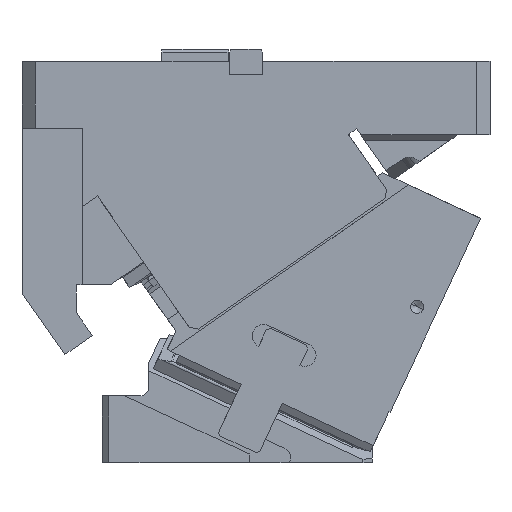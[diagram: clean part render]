
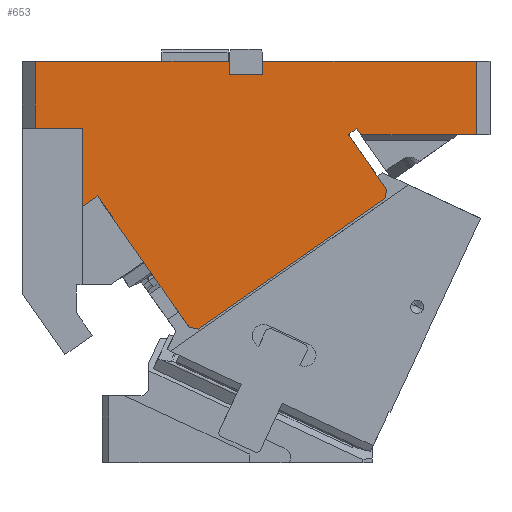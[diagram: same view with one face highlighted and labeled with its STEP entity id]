
A CAD part, front view. The second image highlights one B-rep face of the part: STEP entity #653.
In plain terms, the highlighted planar face has unit normal (0, -1, 0).
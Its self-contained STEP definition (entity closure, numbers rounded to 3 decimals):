
#132=CARTESIAN_POINT('Vertex',(-310.,-75.,300.)) ;
#135=CARTESIAN_POINT('Line Origine',(-237.5,-75.,300.)) ;
#139=CARTESIAN_POINT('Vertex',(-165.,-75.,300.)) ;
#487=CARTESIAN_POINT('Vertex',(-310.,-75.,250.)) ;
#490=CARTESIAN_POINT('Line Origine',(-310.,-75.,275.)) ;
#502=CARTESIAN_POINT('Axis2P3D Location',(30.,-75.,250.)) ;
#507=CARTESIAN_POINT('Line Origine',(-47.967,-75.,200.891)) ;
#511=CARTESIAN_POINT('Vertex',(-48.581,-75.,197.409)) ;
#513=CARTESIAN_POINT('Vertex',(-47.353,-75.,204.373)) ;
#516=CARTESIAN_POINT('Line Origine',(-61.7,-75.,224.863)) ;
#520=CARTESIAN_POINT('Vertex',(-76.047,-75.,245.352)) ;
#523=CARTESIAN_POINT('Line Origine',(-75.842,-75.,245.496)) ;
#527=CARTESIAN_POINT('Vertex',(-75.638,-75.,245.639)) ;
#530=CARTESIAN_POINT('Line Origine',(-75.63,-75.,245.628)) ;
#534=CARTESIAN_POINT('Vertex',(-75.622,-75.,245.617)) ;
#537=CARTESIAN_POINT('Line Origine',(-72.755,-75.,247.625)) ;
#541=CARTESIAN_POINT('Vertex',(-69.888,-75.,249.632)) ;
#544=CARTESIAN_POINT('Line Origine',(-68.266,-75.,247.316)) ;
#548=CARTESIAN_POINT('Vertex',(-66.645,-75.,245.)) ;
#551=CARTESIAN_POINT('Line Origine',(-23.322,-75.,245.)) ;
#555=CARTESIAN_POINT('Vertex',(20.,-75.,245.)) ;
#558=CARTESIAN_POINT('Line Origine',(20.,-75.,272.5)) ;
#562=CARTESIAN_POINT('Vertex',(20.,-75.,300.)) ;
#565=CARTESIAN_POINT('Line Origine',(-60.,-75.,300.)) ;
#569=CARTESIAN_POINT('Vertex',(-140.,-75.,300.)) ;
#572=CARTESIAN_POINT('Line Origine',(-140.,-75.,295.)) ;
#576=CARTESIAN_POINT('Vertex',(-140.,-75.,290.)) ;
#579=CARTESIAN_POINT('Line Origine',(-152.5,-75.,290.)) ;
#583=CARTESIAN_POINT('Vertex',(-165.,-75.,290.)) ;
#586=CARTESIAN_POINT('Line Origine',(-165.,-75.,295.)) ;
#591=CARTESIAN_POINT('Line Origine',(-292.5,-75.,250.)) ;
#595=CARTESIAN_POINT('Vertex',(-275.,-75.,250.)) ;
#598=CARTESIAN_POINT('Line Origine',(-275.,-75.,220.733)) ;
#602=CARTESIAN_POINT('Vertex',(-275.,-75.,191.466)) ;
#605=CARTESIAN_POINT('Line Origine',(-269.315,-75.,195.446)) ;
#609=CARTESIAN_POINT('Vertex',(-263.629,-75.,199.427)) ;
#612=CARTESIAN_POINT('Line Origine',(-229.215,-75.,150.278)) ;
#616=CARTESIAN_POINT('Vertex',(-194.8,-75.,101.129)) ;
#619=CARTESIAN_POINT('Line Origine',(-191.318,-75.,100.515)) ;
#623=CARTESIAN_POINT('Vertex',(-187.837,-75.,99.901)) ;
#626=CARTESIAN_POINT('Line Origine',(-118.209,-75.,148.655)) ;
#136=DIRECTION('Vector Direction',(-1.,0.,0.)) ;
#491=DIRECTION('Vector Direction',(0.,0.,-1.)) ;
#503=DIRECTION('Axis2P3D Direction',(0.,1.,0.)) ;
#504=DIRECTION('Axis2P3D XDirection',(-1.,0.,0.)) ;
#508=DIRECTION('Vector Direction',(0.174,0.,0.985)) ;
#517=DIRECTION('Vector Direction',(-0.574,0.,0.819)) ;
#524=DIRECTION('Vector Direction',(0.819,0.,0.574)) ;
#531=DIRECTION('Vector Direction',(-0.574,0.,0.819)) ;
#538=DIRECTION('Vector Direction',(0.819,0.,0.574)) ;
#545=DIRECTION('Vector Direction',(0.574,0.,-0.819)) ;
#552=DIRECTION('Vector Direction',(1.,0.,0.)) ;
#559=DIRECTION('Vector Direction',(0.,0.,1.)) ;
#566=DIRECTION('Vector Direction',(-1.,0.,0.)) ;
#573=DIRECTION('Vector Direction',(0.,0.,1.)) ;
#580=DIRECTION('Vector Direction',(1.,0.,0.)) ;
#587=DIRECTION('Vector Direction',(0.,0.,1.)) ;
#592=DIRECTION('Vector Direction',(-1.,0.,0.)) ;
#599=DIRECTION('Vector Direction',(0.,0.,1.)) ;
#606=DIRECTION('Vector Direction',(0.819,0.,0.574)) ;
#613=DIRECTION('Vector Direction',(-0.574,0.,0.819)) ;
#620=DIRECTION('Vector Direction',(-0.985,0.,0.174)) ;
#627=DIRECTION('Vector Direction',(0.819,0.,0.574)) ;
#505=AXIS2_PLACEMENT_3D('Plane Axis2P3D',#502,#503,#504) ;
#632=ORIENTED_EDGE('',*,*,#515,.T.) ;
#633=ORIENTED_EDGE('',*,*,#522,.F.) ;
#634=ORIENTED_EDGE('',*,*,#529,.T.) ;
#635=ORIENTED_EDGE('',*,*,#536,.F.) ;
#636=ORIENTED_EDGE('',*,*,#543,.T.) ;
#637=ORIENTED_EDGE('',*,*,#550,.T.) ;
#638=ORIENTED_EDGE('',*,*,#557,.T.) ;
#639=ORIENTED_EDGE('',*,*,#564,.T.) ;
#640=ORIENTED_EDGE('',*,*,#571,.T.) ;
#641=ORIENTED_EDGE('',*,*,#578,.F.) ;
#642=ORIENTED_EDGE('',*,*,#585,.F.) ;
#643=ORIENTED_EDGE('',*,*,#590,.T.) ;
#644=ORIENTED_EDGE('',*,*,#141,.T.) ;
#645=ORIENTED_EDGE('',*,*,#494,.T.) ;
#646=ORIENTED_EDGE('',*,*,#597,.F.) ;
#647=ORIENTED_EDGE('',*,*,#604,.F.) ;
#648=ORIENTED_EDGE('',*,*,#611,.T.) ;
#649=ORIENTED_EDGE('',*,*,#618,.F.) ;
#650=ORIENTED_EDGE('',*,*,#625,.F.) ;
#651=ORIENTED_EDGE('',*,*,#630,.T.) ;
#137=VECTOR('Line Direction',#136,1.) ;
#492=VECTOR('Line Direction',#491,1.) ;
#509=VECTOR('Line Direction',#508,1.) ;
#518=VECTOR('Line Direction',#517,1.) ;
#525=VECTOR('Line Direction',#524,1.) ;
#532=VECTOR('Line Direction',#531,1.) ;
#539=VECTOR('Line Direction',#538,1.) ;
#546=VECTOR('Line Direction',#545,1.) ;
#553=VECTOR('Line Direction',#552,1.) ;
#560=VECTOR('Line Direction',#559,1.) ;
#567=VECTOR('Line Direction',#566,1.) ;
#574=VECTOR('Line Direction',#573,1.) ;
#581=VECTOR('Line Direction',#580,1.) ;
#588=VECTOR('Line Direction',#587,1.) ;
#593=VECTOR('Line Direction',#592,1.) ;
#600=VECTOR('Line Direction',#599,1.) ;
#607=VECTOR('Line Direction',#606,1.) ;
#614=VECTOR('Line Direction',#613,1.) ;
#621=VECTOR('Line Direction',#620,1.) ;
#628=VECTOR('Line Direction',#627,1.) ;
#653=ADVANCED_FACE('CAM HOLDER',(#652),#506,.F.) ;
#141=EDGE_CURVE('',#140,#133,#138,.T.) ;
#494=EDGE_CURVE('',#133,#488,#493,.T.) ;
#515=EDGE_CURVE('',#512,#514,#510,.T.) ;
#522=EDGE_CURVE('',#521,#514,#519,.F.) ;
#529=EDGE_CURVE('',#521,#528,#526,.T.) ;
#536=EDGE_CURVE('',#535,#528,#533,.T.) ;
#543=EDGE_CURVE('',#535,#542,#540,.T.) ;
#550=EDGE_CURVE('',#542,#549,#547,.T.) ;
#557=EDGE_CURVE('',#549,#556,#554,.T.) ;
#564=EDGE_CURVE('',#556,#563,#561,.T.) ;
#571=EDGE_CURVE('',#563,#570,#568,.T.) ;
#578=EDGE_CURVE('',#577,#570,#575,.T.) ;
#585=EDGE_CURVE('',#584,#577,#582,.T.) ;
#590=EDGE_CURVE('',#584,#140,#589,.T.) ;
#597=EDGE_CURVE('',#596,#488,#594,.T.) ;
#604=EDGE_CURVE('',#603,#596,#601,.T.) ;
#611=EDGE_CURVE('',#603,#610,#608,.T.) ;
#618=EDGE_CURVE('',#617,#610,#615,.T.) ;
#625=EDGE_CURVE('',#624,#617,#622,.T.) ;
#630=EDGE_CURVE('',#624,#512,#629,.T.) ;
#631=EDGE_LOOP('',(#632,#633,#634,#635,#636,#637,#638,#639,#640,#641,#642,#643,#644,#645,#646,#647,#648,#649,#650,#651)) ;
#652=FACE_OUTER_BOUND('',#631,.T.) ;
#138=LINE('Line',#135,#137) ;
#493=LINE('Line',#490,#492) ;
#510=LINE('Line',#507,#509) ;
#519=LINE('Line',#516,#518) ;
#526=LINE('Line',#523,#525) ;
#533=LINE('Line',#530,#532) ;
#540=LINE('Line',#537,#539) ;
#547=LINE('Line',#544,#546) ;
#554=LINE('Line',#551,#553) ;
#561=LINE('Line',#558,#560) ;
#568=LINE('Line',#565,#567) ;
#575=LINE('Line',#572,#574) ;
#582=LINE('Line',#579,#581) ;
#589=LINE('Line',#586,#588) ;
#594=LINE('Line',#591,#593) ;
#601=LINE('Line',#598,#600) ;
#608=LINE('Line',#605,#607) ;
#615=LINE('Line',#612,#614) ;
#622=LINE('Line',#619,#621) ;
#629=LINE('Line',#626,#628) ;
#506=PLANE('Plane',#505) ;
#133=VERTEX_POINT('',#132) ;
#140=VERTEX_POINT('',#139) ;
#488=VERTEX_POINT('',#487) ;
#512=VERTEX_POINT('',#511) ;
#514=VERTEX_POINT('',#513) ;
#521=VERTEX_POINT('',#520) ;
#528=VERTEX_POINT('',#527) ;
#535=VERTEX_POINT('',#534) ;
#542=VERTEX_POINT('',#541) ;
#549=VERTEX_POINT('',#548) ;
#556=VERTEX_POINT('',#555) ;
#563=VERTEX_POINT('',#562) ;
#570=VERTEX_POINT('',#569) ;
#577=VERTEX_POINT('',#576) ;
#584=VERTEX_POINT('',#583) ;
#596=VERTEX_POINT('',#595) ;
#603=VERTEX_POINT('',#602) ;
#610=VERTEX_POINT('',#609) ;
#617=VERTEX_POINT('',#616) ;
#624=VERTEX_POINT('',#623) ;
